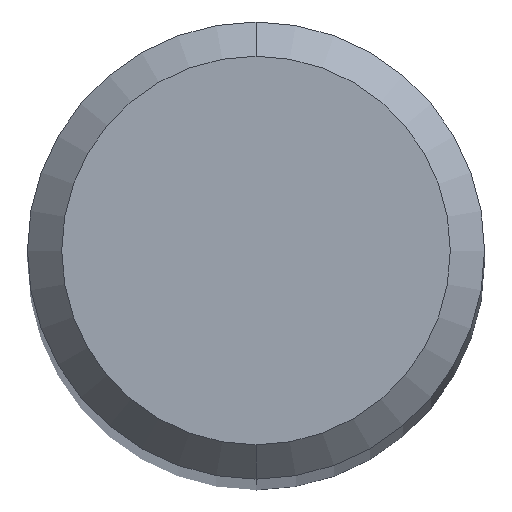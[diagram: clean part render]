
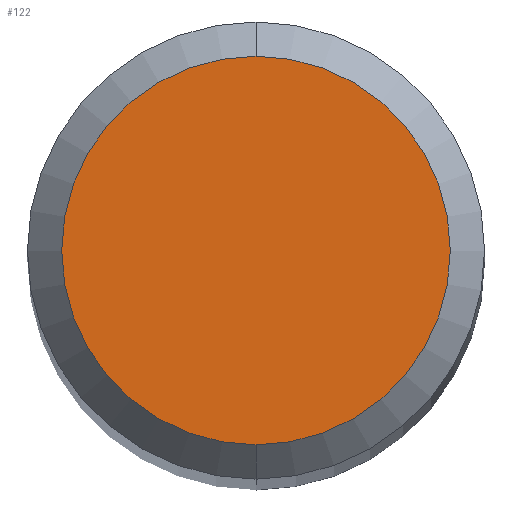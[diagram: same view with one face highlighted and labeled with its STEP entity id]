
A CAD part, top view. The second image highlights one B-rep face of the part: STEP entity #122.
In plain terms, the highlighted planar face has unit normal (0, 0, 1).
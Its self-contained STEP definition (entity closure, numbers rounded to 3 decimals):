
#110=VERTEX_POINT('',#249);
#112=EDGE_CURVE('',#110,#186,#251,.T.);
#122=ADVANCED_FACE('',(#263),#264,.T.);
#126=EDGE_CURVE('',#186,#110,#268,.T.);
#186=VERTEX_POINT('',#336);
#249=CARTESIAN_POINT('',(0.,-1.7,0.0));
#251=CIRCLE('',#406,1.7);
#263=FACE_OUTER_BOUND('',#421,.T.);
#264=PLANE('',#422);
#268=CIRCLE('',#428,1.7);
#336=CARTESIAN_POINT('',(0.0,1.7,0.0));
#406=AXIS2_PLACEMENT_3D('',#563,#564,#565);
#421=EDGE_LOOP('',(#585,#586));
#422=AXIS2_PLACEMENT_3D('',#587,#588,#589);
#428=AXIS2_PLACEMENT_3D('',#593,#594,#595);
#563=CARTESIAN_POINT('',(0.0,0.0,0.0));
#564=DIRECTION('',(0.0,0.0,-1.0));
#565=DIRECTION('',(0.0,1.0,0.0));
#585=ORIENTED_EDGE('',*,*,#126,.F.);
#586=ORIENTED_EDGE('',*,*,#112,.F.);
#587=CARTESIAN_POINT('',(0.0,0.85,0.0));
#588=DIRECTION('',(-0.0,0.0,1.0));
#589=DIRECTION('',(0.0,-1.0,0.0));
#593=CARTESIAN_POINT('',(0.0,0.0,0.0));
#594=DIRECTION('',(0.0,0.0,-1.0));
#595=DIRECTION('',(0.0,1.0,0.0));
